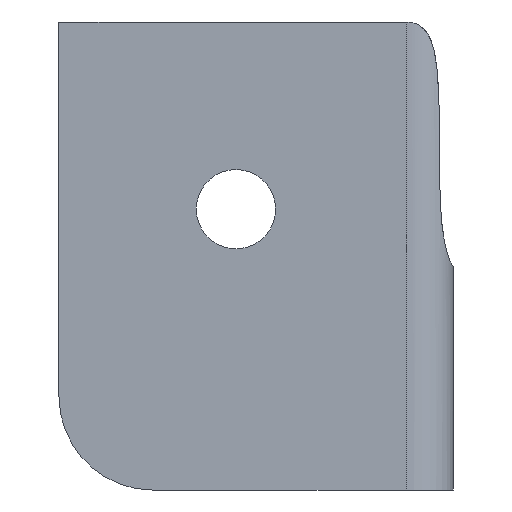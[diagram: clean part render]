
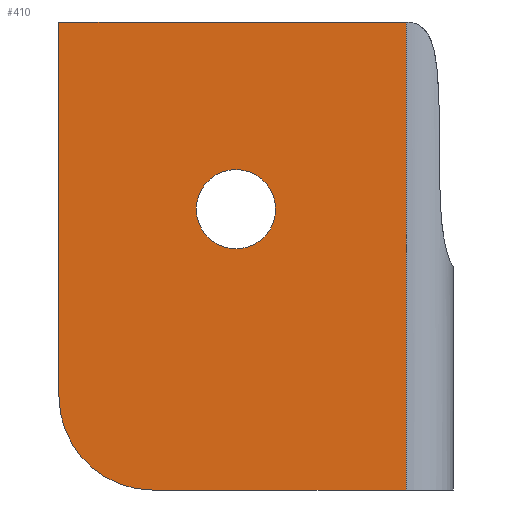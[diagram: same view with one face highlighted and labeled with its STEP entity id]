
A CAD part, front view. The second image highlights one B-rep face of the part: STEP entity #410.
In plain terms, the highlighted planar face has unit normal (0, -1, 0).
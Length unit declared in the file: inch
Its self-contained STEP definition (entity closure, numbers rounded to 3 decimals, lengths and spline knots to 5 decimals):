
#18 = CARTESIAN_POINT ( 'NONE',  ( 0.03853, -1.17479, 41.94925 ) ) ;
#30 = VERTEX_POINT ( 'NONE', #832 ) ;
#74 = DIRECTION ( 'NONE',  ( 0., 1., 0. ) ) ;
#88 = EDGE_LOOP ( 'NONE', ( #701, #99, #613, #709, #535 ) ) ;
#99 = ORIENTED_EDGE ( 'NONE', *, *, #467, .T. ) ;
#135 = VECTOR ( 'NONE', #393, 39.37008 ) ;
#137 = CARTESIAN_POINT ( 'NONE',  ( -0.40682, -1.17479, 40.94925 ) ) ;
#141 = FACE_OUTER_BOUND ( 'NONE', #88, .T. ) ;
#146 = ORIENTED_EDGE ( 'NONE', *, *, #1072, .T. ) ;
#227 = EDGE_LOOP ( 'NONE', ( #146, #587 ) ) ;
#251 = VECTOR ( 'NONE', #534, 39.37008 ) ;
#287 = VERTEX_POINT ( 'NONE', #690 ) ;
#291 = LINE ( 'NONE', #1007, #585 ) ;
#330 = CIRCLE ( 'NONE', #896, 0.21184 ) ;
#342 = CARTESIAN_POINT ( 'NONE',  ( 0.03853, -1.17479, 41.7374 ) ) ;
#344 = EDGE_CURVE ( 'NONE', #880, #351, #813, .T. ) ;
#349 = CARTESIAN_POINT ( 'NONE',  ( -0.90682, -1.17479, 42.94925 ) ) ;
#351 = VERTEX_POINT ( 'NONE', #499 ) ;
#370 = DIRECTION ( 'NONE',  ( 0., 1., 0. ) ) ;
#376 = LINE ( 'NONE', #1090, #798 ) ;
#381 = LINE ( 'NONE', #406, #135 ) ;
#393 = DIRECTION ( 'NONE',  ( -1., 0., 0. ) ) ;
#400 = DIRECTION ( 'NONE',  ( 1., 0., 0. ) ) ;
#406 = CARTESIAN_POINT ( 'NONE',  ( -0.42432, -1.17479, 40.44925 ) ) ;
#410 = ADVANCED_FACE ( 'NONE', ( #419, #141 ), #596, .T. ) ;
#419 = FACE_BOUND ( 'NONE', #227, .T. ) ;
#467 = EDGE_CURVE ( 'NONE', #287, #1059, #544, .T. ) ;
#480 = DIRECTION ( 'NONE',  ( 1., 0., 0. ) ) ;
#482 = CARTESIAN_POINT ( 'NONE',  ( -0.90682, -1.17479, 40.94925 ) ) ;
#490 = DIRECTION ( 'NONE',  ( 1., 0., 0. ) ) ;
#499 = CARTESIAN_POINT ( 'NONE',  ( -0.90682, -1.17479, 40.94925 ) ) ;
#534 = DIRECTION ( 'NONE',  ( 0., 0., 1. ) ) ;
#535 = ORIENTED_EDGE ( 'NONE', *, *, #344, .F. ) ;
#544 = LINE ( 'NONE', #904, #251 ) ;
#551 = EDGE_CURVE ( 'NONE', #30, #708, #614, .T. ) ;
#585 = VECTOR ( 'NONE', #490, 39.37008 ) ;
#587 = ORIENTED_EDGE ( 'NONE', *, *, #551, .T. ) ;
#589 = DIRECTION ( 'NONE',  ( 1., 0., 0. ) ) ;
#596 = PLANE ( 'NONE',  #1069 ) ;
#597 = EDGE_CURVE ( 'NONE', #287, #880, #381, .T. ) ;
#613 = ORIENTED_EDGE ( 'NONE', *, *, #673, .F. ) ;
#614 = CIRCLE ( 'NONE', #672, 0.21184 ) ;
#669 = DIRECTION ( 'NONE',  ( 0., 1., 0. ) ) ;
#672 = AXIS2_PLACEMENT_3D ( 'NONE', #18, #370, #480 ) ;
#673 = EDGE_CURVE ( 'NONE', #803, #1059, #291, .T. ) ;
#690 = CARTESIAN_POINT ( 'NONE',  ( 0.94819, -1.17479, 40.44925 ) ) ;
#701 = ORIENTED_EDGE ( 'NONE', *, *, #597, .F. ) ;
#704 = AXIS2_PLACEMENT_3D ( 'NONE', #137, #669, #923 ) ;
#708 = VERTEX_POINT ( 'NONE', #342 ) ;
#709 = ORIENTED_EDGE ( 'NONE', *, *, #1020, .F. ) ;
#719 = CARTESIAN_POINT ( 'NONE',  ( -0.40682, -1.17479, 40.44925 ) ) ;
#725 = DIRECTION ( 'NONE',  ( 0., 0., 1. ) ) ;
#798 = VECTOR ( 'NONE', #725, 39.37008 ) ;
#803 = VERTEX_POINT ( 'NONE', #349 ) ;
#813 = CIRCLE ( 'NONE', #704, 0.5 ) ;
#820 = CARTESIAN_POINT ( 'NONE',  ( 0.94819, -1.17479, 42.94925 ) ) ;
#829 = DIRECTION ( 'NONE',  ( 0., -1., 0. ) ) ;
#832 = CARTESIAN_POINT ( 'NONE',  ( 0.03853, -1.17479, 42.16109 ) ) ;
#855 = CARTESIAN_POINT ( 'NONE',  ( 0.03853, -1.17479, 41.94925 ) ) ;
#880 = VERTEX_POINT ( 'NONE', #719 ) ;
#896 = AXIS2_PLACEMENT_3D ( 'NONE', #855, #74, #589 ) ;
#904 = CARTESIAN_POINT ( 'NONE',  ( 0.94819, -1.17479, 40.94925 ) ) ;
#923 = DIRECTION ( 'NONE',  ( -0.707, 0., -0.707 ) ) ;
#1007 = CARTESIAN_POINT ( 'NONE',  ( -0.42432, -1.17479, 42.94925 ) ) ;
#1020 = EDGE_CURVE ( 'NONE', #351, #803, #376, .T. ) ;
#1059 = VERTEX_POINT ( 'NONE', #820 ) ;
#1069 = AXIS2_PLACEMENT_3D ( 'NONE', #482, #829, #400 ) ;
#1072 = EDGE_CURVE ( 'NONE', #708, #30, #330, .T. ) ;
#1090 = CARTESIAN_POINT ( 'NONE',  ( -0.90682, -1.17479, 40.94925 ) ) ;
